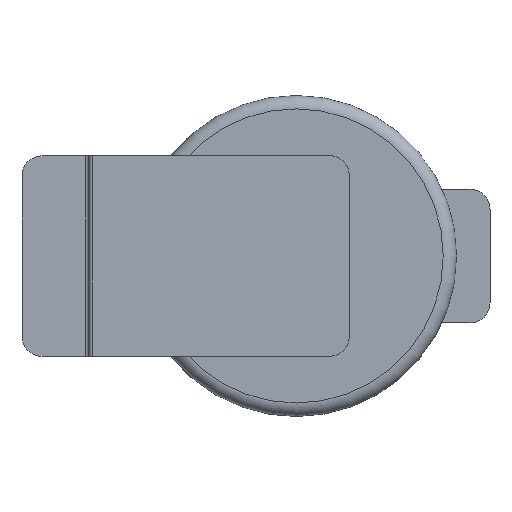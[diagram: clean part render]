
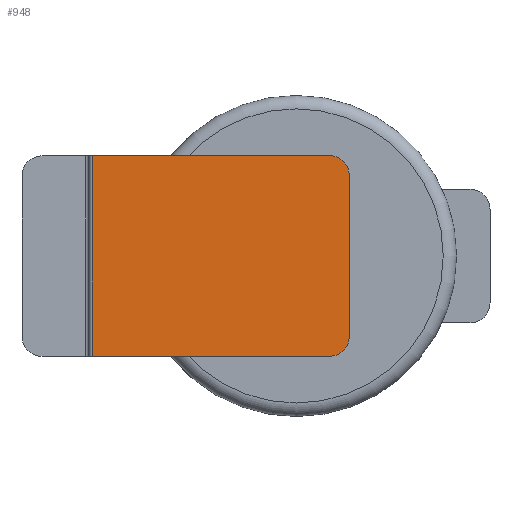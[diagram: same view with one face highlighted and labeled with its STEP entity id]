
A CAD part, top view. The second image highlights one B-rep face of the part: STEP entity #948.
In plain terms, the highlighted planar face has unit normal (0, 0, 1).
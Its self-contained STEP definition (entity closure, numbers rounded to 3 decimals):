
#948 = ADVANCED_FACE('',(#949),#1001,.T.);
#949 = FACE_BOUND('',#950,.T.);
#950 = EDGE_LOOP('',(#951,#961,#970,#978,#987,#995));
#951 = ORIENTED_EDGE('',*,*,#952,.F.);
#952 = EDGE_CURVE('',#953,#955,#957,.T.);
#953 = VERTEX_POINT('',#954);
#954 = CARTESIAN_POINT('',(1.244,-1.5,1.71));
#955 = VERTEX_POINT('',#956);
#956 = CARTESIAN_POINT('',(-2.3,-1.5,1.71));
#957 = LINE('',#958,#959);
#958 = CARTESIAN_POINT('',(1.544,-1.5,1.71));
#959 = VECTOR('',#960,1.);
#960 = DIRECTION('',(-1.,0.,0.));
#961 = ORIENTED_EDGE('',*,*,#962,.F.);
#962 = EDGE_CURVE('',#963,#953,#965,.T.);
#963 = VERTEX_POINT('',#964);
#964 = CARTESIAN_POINT('',(1.544,-1.2,1.71));
#965 = CIRCLE('',#966,0.3);
#966 = AXIS2_PLACEMENT_3D('',#967,#968,#969);
#967 = CARTESIAN_POINT('',(1.244,-1.2,1.71));
#968 = DIRECTION('',(0.,0.,-1.));
#969 = DIRECTION('',(0.,1.,0.));
#970 = ORIENTED_EDGE('',*,*,#971,.T.);
#971 = EDGE_CURVE('',#963,#972,#974,.T.);
#972 = VERTEX_POINT('',#973);
#973 = CARTESIAN_POINT('',(1.544,1.2,1.71));
#974 = LINE('',#975,#976);
#975 = CARTESIAN_POINT('',(1.544,-1.5,1.71));
#976 = VECTOR('',#977,1.);
#977 = DIRECTION('',(0.,1.,0.));
#978 = ORIENTED_EDGE('',*,*,#979,.T.);
#979 = EDGE_CURVE('',#972,#980,#982,.T.);
#980 = VERTEX_POINT('',#981);
#981 = CARTESIAN_POINT('',(1.244,1.5,1.71));
#982 = CIRCLE('',#983,0.3);
#983 = AXIS2_PLACEMENT_3D('',#984,#985,#986);
#984 = CARTESIAN_POINT('',(1.244,1.2,1.71));
#985 = DIRECTION('',(0.,0.,1.));
#986 = DIRECTION('',(0.,1.,0.));
#987 = ORIENTED_EDGE('',*,*,#988,.T.);
#988 = EDGE_CURVE('',#980,#989,#991,.T.);
#989 = VERTEX_POINT('',#990);
#990 = CARTESIAN_POINT('',(-2.3,1.5,1.71));
#991 = LINE('',#992,#993);
#992 = CARTESIAN_POINT('',(1.544,1.5,1.71));
#993 = VECTOR('',#994,1.);
#994 = DIRECTION('',(-1.,0.,0.));
#995 = ORIENTED_EDGE('',*,*,#996,.F.);
#996 = EDGE_CURVE('',#955,#989,#997,.T.);
#997 = LINE('',#998,#999);
#998 = CARTESIAN_POINT('',(-2.3,-1.5,1.71));
#999 = VECTOR('',#1000,1.);
#1000 = DIRECTION('',(0.,1.,0.));
#1001 = PLANE('',#1002);
#1002 = AXIS2_PLACEMENT_3D('',#1003,#1004,#1005);
#1003 = CARTESIAN_POINT('',(1.544,-1.5,1.71));
#1004 = DIRECTION('',(0.,0.,1.));
#1005 = DIRECTION('',(-1.,0.,0.));
